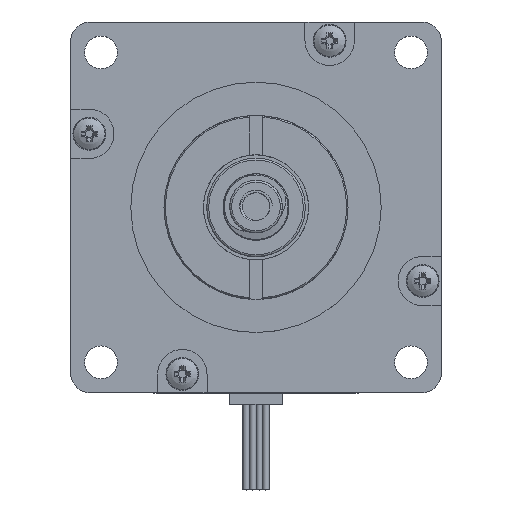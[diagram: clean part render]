
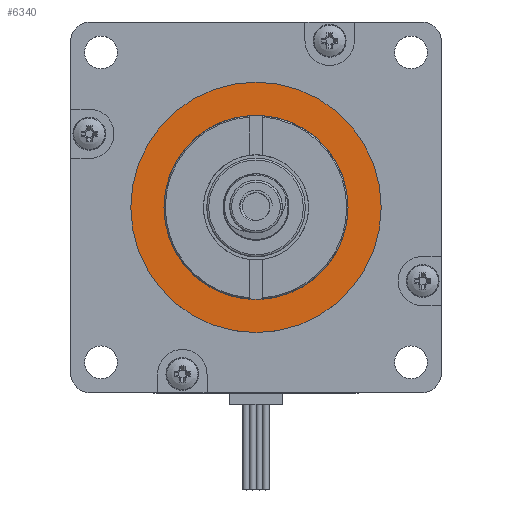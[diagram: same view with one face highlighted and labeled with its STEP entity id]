
A CAD part, top view. The second image highlights one B-rep face of the part: STEP entity #6340.
In plain terms, the highlighted planar face has unit normal (0, 0, 1).
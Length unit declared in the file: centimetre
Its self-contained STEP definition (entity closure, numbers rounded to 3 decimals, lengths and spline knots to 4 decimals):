
#213=PLANE('',#6740);
#1305=FACE_BOUND('',#1775,.T.);
#1399=FACE_OUTER_BOUND('',#1774,.T.);
#1774=EDGE_LOOP('',(#4079));
#1775=EDGE_LOOP('',(#4080));
#2220=CIRCLE('',#6714,1.905);
#2238=CIRCLE('',#6741,1.4);
#2555=VERTEX_POINT('',#9313);
#2581=VERTEX_POINT('',#9374);
#3162=EDGE_CURVE('',#2555,#2555,#2220,.F.);
#3188=EDGE_CURVE('',#2581,#2581,#2238,.F.);
#4079=ORIENTED_EDGE('',*,*,#3162,.F.);
#4080=ORIENTED_EDGE('',*,*,#3188,.T.);
#6340=ADVANCED_FACE('',(#1399,#1305),#213,.F.);
#6714=AXIS2_PLACEMENT_3D('',#9314,#7434,#7435);
#6740=AXIS2_PLACEMENT_3D('',#9373,#7494,#7495);
#6741=AXIS2_PLACEMENT_3D('',#9375,#7496,#7497);
#7434=DIRECTION('center_axis',(0.,0.,1.));
#7435=DIRECTION('ref_axis',(1.,0.,0.));
#7494=DIRECTION('center_axis',(0.,0.,-1.));
#7495=DIRECTION('ref_axis',(-1.,0.,0.));
#7496=DIRECTION('center_axis',(0.,0.,1.));
#7497=DIRECTION('ref_axis',(1.,0.,0.));
#9313=CARTESIAN_POINT('',(0.0957,0.8036,0.63));
#9314=CARTESIAN_POINT('Origin',(-1.8093,0.8036,0.63));
#9373=CARTESIAN_POINT('Origin',(-1.8093,0.8036,0.63));
#9374=CARTESIAN_POINT('',(-0.4093,0.8036,0.63));
#9375=CARTESIAN_POINT('Origin',(-1.8093,0.8036,0.63));
